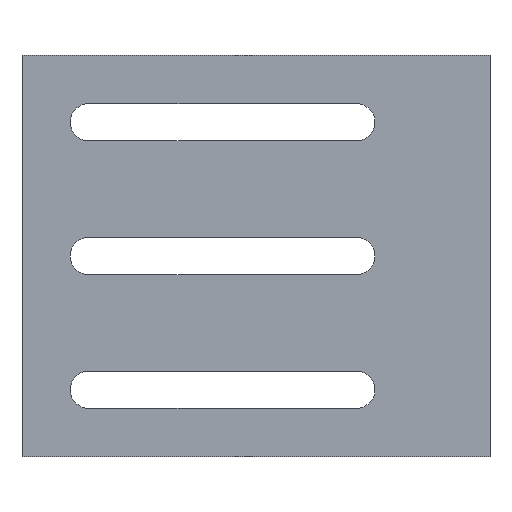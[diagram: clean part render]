
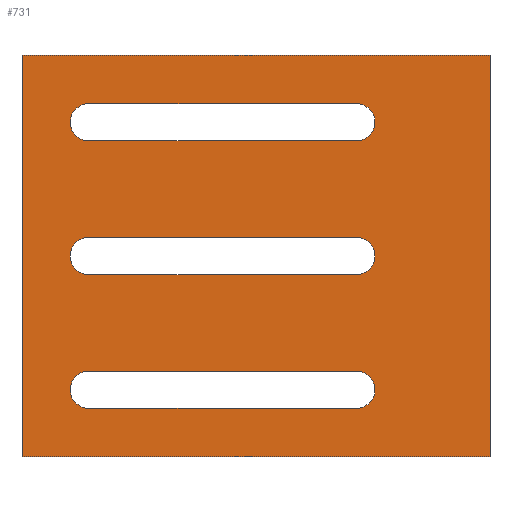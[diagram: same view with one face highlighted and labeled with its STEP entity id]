
A CAD part, left-side view. The second image highlights one B-rep face of the part: STEP entity #731.
In plain terms, the highlighted planar face has unit normal (-1, 0, 0).
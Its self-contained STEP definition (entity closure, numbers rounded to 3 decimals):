
#1 = VECTOR ( 'NONE', #46, 1000. ) ;
#10 = LINE ( 'NONE', #729, #39 ) ;
#23 = LINE ( 'NONE', #626, #584 ) ;
#30 = EDGE_CURVE ( 'NONE', #706, #721, #1133, .T. ) ;
#31 = AXIS2_PLACEMENT_3D ( 'NONE', #247, #975, #444 ) ;
#34 = VERTEX_POINT ( 'NONE', #1121 ) ;
#37 = VERTEX_POINT ( 'NONE', #683 ) ;
#39 = VECTOR ( 'NONE', #447, 1000. ) ;
#46 = DIRECTION ( 'NONE',  ( 0., -1., 0. ) ) ;
#49 = CIRCLE ( 'NONE', #722, 3.55 ) ;
#52 = VECTOR ( 'NONE', #890, 1000. ) ;
#69 = EDGE_CURVE ( 'NONE', #97, #34, #49, .T. ) ;
#76 = PLANE ( 'NONE',  #321 ) ;
#96 = ORIENTED_EDGE ( 'NONE', *, *, #446, .F. ) ;
#97 = VERTEX_POINT ( 'NONE', #148 ) ;
#134 = CARTESIAN_POINT ( 'NONE',  ( 0., 25.4, -67.05 ) ) ;
#135 = CARTESIAN_POINT ( 'NONE',  ( 0., 76.2, -9.15 ) ) ;
#145 = EDGE_CURVE ( 'NONE', #1081, #523, #331, .T. ) ;
#146 = ORIENTED_EDGE ( 'NONE', *, *, #820, .T. ) ;
#148 = CARTESIAN_POINT ( 'NONE',  ( 0., 76.2, -67.05 ) ) ;
#155 = DIRECTION ( 'NONE',  ( 0., 0., 1. ) ) ;
#158 = AXIS2_PLACEMENT_3D ( 'NONE', #1103, #188, #920 ) ;
#160 = DIRECTION ( 'NONE',  ( 1., 0., 0. ) ) ;
#168 = CARTESIAN_POINT ( 'NONE',  ( 0., 76.2, -16.25 ) ) ;
#170 = LINE ( 'NONE', #192, #628 ) ;
#178 = EDGE_CURVE ( 'NONE', #685, #398, #258, .T. ) ;
#183 = EDGE_LOOP ( 'NONE', ( #256, #624, #370, #1068 ) ) ;
#188 = DIRECTION ( 'NONE',  ( 1., 0., 0. ) ) ;
#192 = CARTESIAN_POINT ( 'NONE',  ( 0., 76.2, -67.05 ) ) ;
#193 = VERTEX_POINT ( 'NONE', #652 ) ;
#214 = CIRCLE ( 'NONE', #546, 3.55 ) ;
#217 = LINE ( 'NONE', #899, #766 ) ;
#225 = CIRCLE ( 'NONE', #31, 3.55 ) ;
#247 = CARTESIAN_POINT ( 'NONE',  ( 0., 76.2, -38.1 ) ) ;
#251 = VERTEX_POINT ( 'NONE', #1042 ) ;
#253 = DIRECTION ( 'NONE',  ( 1., 0., 0. ) ) ;
#256 = ORIENTED_EDGE ( 'NONE', *, *, #69, .T. ) ;
#258 = CIRCLE ( 'NONE', #158, 3.55 ) ;
#272 = VERTEX_POINT ( 'NONE', #656 ) ;
#284 = DIRECTION ( 'NONE',  ( 0., 1., 0. ) ) ;
#294 = AXIS2_PLACEMENT_3D ( 'NONE', #385, #651, #1107 ) ;
#302 = LINE ( 'NONE', #168, #52 ) ;
#305 = LINE ( 'NONE', #690, #1 ) ;
#321 = AXIS2_PLACEMENT_3D ( 'NONE', #972, #343, #1078 ) ;
#331 = LINE ( 'NONE', #1167, #790 ) ;
#333 = FACE_BOUND ( 'NONE', #183, .T. ) ;
#337 = CARTESIAN_POINT ( 'NONE',  ( 0., 25.4, -59.95 ) ) ;
#341 = EDGE_LOOP ( 'NONE', ( #786, #574, #938, #859 ) ) ;
#343 = DIRECTION ( 'NONE',  ( -1., 0., 0. ) ) ;
#347 = DIRECTION ( 'NONE',  ( 0., 0., 1. ) ) ;
#358 = EDGE_CURVE ( 'NONE', #34, #685, #305, .T. ) ;
#370 = ORIENTED_EDGE ( 'NONE', *, *, #178, .T. ) ;
#385 = CARTESIAN_POINT ( 'NONE',  ( 0., 25.4, -38.1 ) ) ;
#393 = FACE_BOUND ( 'NONE', #341, .T. ) ;
#398 = VERTEX_POINT ( 'NONE', #134 ) ;
#419 = DIRECTION ( 'NONE',  ( 0., 0., -1. ) ) ;
#427 = DIRECTION ( 'NONE',  ( 0., -1., 0. ) ) ;
#443 = AXIS2_PLACEMENT_3D ( 'NONE', #996, #253, #982 ) ;
#444 = DIRECTION ( 'NONE',  ( 0., 0., -1. ) ) ;
#446 = EDGE_CURVE ( 'NONE', #251, #953, #217, .T. ) ;
#447 = DIRECTION ( 'NONE',  ( 0., -1., 0. ) ) ;
#480 = ORIENTED_EDGE ( 'NONE', *, *, #753, .T. ) ;
#520 = EDGE_LOOP ( 'NONE', ( #1005, #855, #1066, #796 ) ) ;
#523 = VERTEX_POINT ( 'NONE', #881 ) ;
#530 = CARTESIAN_POINT ( 'NONE',  ( 0., 0., -76.2 ) ) ;
#541 = VECTOR ( 'NONE', #347, 1000. ) ;
#546 = AXIS2_PLACEMENT_3D ( 'NONE', #602, #873, #419 ) ;
#557 = LINE ( 'NONE', #818, #541 ) ;
#574 = ORIENTED_EDGE ( 'NONE', *, *, #145, .T. ) ;
#584 = VECTOR ( 'NONE', #614, 1000. ) ;
#602 = CARTESIAN_POINT ( 'NONE',  ( 0., 76.2, -12.7 ) ) ;
#611 = LINE ( 'NONE', #530, #644 ) ;
#614 = DIRECTION ( 'NONE',  ( 0., 1., 0. ) ) ;
#616 = DIRECTION ( 'NONE',  ( 0., -1., 0. ) ) ;
#624 = ORIENTED_EDGE ( 'NONE', *, *, #358, .T. ) ;
#626 = CARTESIAN_POINT ( 'NONE',  ( 0., 76.2, -41.65 ) ) ;
#628 = VECTOR ( 'NONE', #284, 1000. ) ;
#644 = VECTOR ( 'NONE', #155, 1000. ) ;
#651 = DIRECTION ( 'NONE',  ( 1., 0., 0. ) ) ;
#652 = CARTESIAN_POINT ( 'NONE',  ( 0., 0., -76.2 ) ) ;
#656 = CARTESIAN_POINT ( 'NONE',  ( 0., 25.4, -41.65 ) ) ;
#661 = EDGE_CURVE ( 'NONE', #738, #706, #214, .T. ) ;
#669 = CARTESIAN_POINT ( 'NONE',  ( 0., 88.9, -76.2 ) ) ;
#683 = CARTESIAN_POINT ( 'NONE',  ( 0., 76.2, -41.65 ) ) ;
#685 = VERTEX_POINT ( 'NONE', #337 ) ;
#690 = CARTESIAN_POINT ( 'NONE',  ( 0., 76.2, -59.95 ) ) ;
#706 = VERTEX_POINT ( 'NONE', #135 ) ;
#721 = VERTEX_POINT ( 'NONE', #809 ) ;
#722 = AXIS2_PLACEMENT_3D ( 'NONE', #1144, #160, #807 ) ;
#729 = CARTESIAN_POINT ( 'NONE',  ( 0., 0., -76.2 ) ) ;
#731 = ADVANCED_FACE ( 'NONE', ( #393, #1090, #849, #333 ), #76, .T. ) ;
#734 = CARTESIAN_POINT ( 'NONE',  ( 0., 76.2, -34.55 ) ) ;
#735 = EDGE_CURVE ( 'NONE', #775, #738, #302, .T. ) ;
#738 = VERTEX_POINT ( 'NONE', #1088 ) ;
#753 = EDGE_CURVE ( 'NONE', #989, #193, #10, .T. ) ;
#766 = VECTOR ( 'NONE', #988, 1000. ) ;
#775 = VERTEX_POINT ( 'NONE', #804 ) ;
#776 = EDGE_CURVE ( 'NONE', #989, #251, #557, .T. ) ;
#786 = ORIENTED_EDGE ( 'NONE', *, *, #789, .T. ) ;
#789 = EDGE_CURVE ( 'NONE', #37, #1081, #225, .T. ) ;
#790 = VECTOR ( 'NONE', #616, 1000. ) ;
#796 = ORIENTED_EDGE ( 'NONE', *, *, #735, .T. ) ;
#804 = CARTESIAN_POINT ( 'NONE',  ( 0., 25.4, -16.25 ) ) ;
#807 = DIRECTION ( 'NONE',  ( 0., 0., -1. ) ) ;
#809 = CARTESIAN_POINT ( 'NONE',  ( 0., 25.4, -9.15 ) ) ;
#818 = CARTESIAN_POINT ( 'NONE',  ( 0., 88.9, -76.2 ) ) ;
#820 = EDGE_CURVE ( 'NONE', #193, #953, #611, .T. ) ;
#835 = CIRCLE ( 'NONE', #443, 3.55 ) ;
#849 = FACE_OUTER_BOUND ( 'NONE', #991, .T. ) ;
#855 = ORIENTED_EDGE ( 'NONE', *, *, #30, .T. ) ;
#859 = ORIENTED_EDGE ( 'NONE', *, *, #1039, .T. ) ;
#871 = CIRCLE ( 'NONE', #294, 3.55 ) ;
#873 = DIRECTION ( 'NONE',  ( 1., 0., 0. ) ) ;
#881 = CARTESIAN_POINT ( 'NONE',  ( 0., 25.4, -34.55 ) ) ;
#889 = EDGE_CURVE ( 'NONE', #523, #272, #871, .T. ) ;
#890 = DIRECTION ( 'NONE',  ( 0., 1., 0. ) ) ;
#899 = CARTESIAN_POINT ( 'NONE',  ( 0., 0., 0. ) ) ;
#920 = DIRECTION ( 'NONE',  ( 0., 0., -1. ) ) ;
#937 = EDGE_CURVE ( 'NONE', #398, #97, #170, .T. ) ;
#938 = ORIENTED_EDGE ( 'NONE', *, *, #889, .T. ) ;
#949 = CARTESIAN_POINT ( 'NONE',  ( 0., 0., 0. ) ) ;
#953 = VERTEX_POINT ( 'NONE', #949 ) ;
#961 = CARTESIAN_POINT ( 'NONE',  ( 0., 76.2, -9.15 ) ) ;
#972 = CARTESIAN_POINT ( 'NONE',  ( 0., 0., -76.2 ) ) ;
#975 = DIRECTION ( 'NONE',  ( 1., 0., 0. ) ) ;
#982 = DIRECTION ( 'NONE',  ( 0., 0., -1. ) ) ;
#988 = DIRECTION ( 'NONE',  ( 0., -1., 0. ) ) ;
#989 = VERTEX_POINT ( 'NONE', #669 ) ;
#991 = EDGE_LOOP ( 'NONE', ( #96, #1158, #480, #146 ) ) ;
#996 = CARTESIAN_POINT ( 'NONE',  ( 0., 25.4, -12.7 ) ) ;
#1005 = ORIENTED_EDGE ( 'NONE', *, *, #661, .T. ) ;
#1027 = EDGE_CURVE ( 'NONE', #721, #775, #835, .T. ) ;
#1039 = EDGE_CURVE ( 'NONE', #272, #37, #23, .T. ) ;
#1042 = CARTESIAN_POINT ( 'NONE',  ( 0., 88.9, 0. ) ) ;
#1066 = ORIENTED_EDGE ( 'NONE', *, *, #1027, .T. ) ;
#1068 = ORIENTED_EDGE ( 'NONE', *, *, #937, .T. ) ;
#1078 = DIRECTION ( 'NONE',  ( 0., 0., 1. ) ) ;
#1081 = VERTEX_POINT ( 'NONE', #734 ) ;
#1088 = CARTESIAN_POINT ( 'NONE',  ( 0., 76.2, -16.25 ) ) ;
#1090 = FACE_BOUND ( 'NONE', #520, .T. ) ;
#1103 = CARTESIAN_POINT ( 'NONE',  ( 0., 25.4, -63.5 ) ) ;
#1107 = DIRECTION ( 'NONE',  ( 0., 0., -1. ) ) ;
#1121 = CARTESIAN_POINT ( 'NONE',  ( 0., 76.2, -59.95 ) ) ;
#1133 = LINE ( 'NONE', #961, #1162 ) ;
#1144 = CARTESIAN_POINT ( 'NONE',  ( 0., 76.2, -63.5 ) ) ;
#1158 = ORIENTED_EDGE ( 'NONE', *, *, #776, .F. ) ;
#1162 = VECTOR ( 'NONE', #427, 1000. ) ;
#1167 = CARTESIAN_POINT ( 'NONE',  ( 0., 76.2, -34.55 ) ) ;
